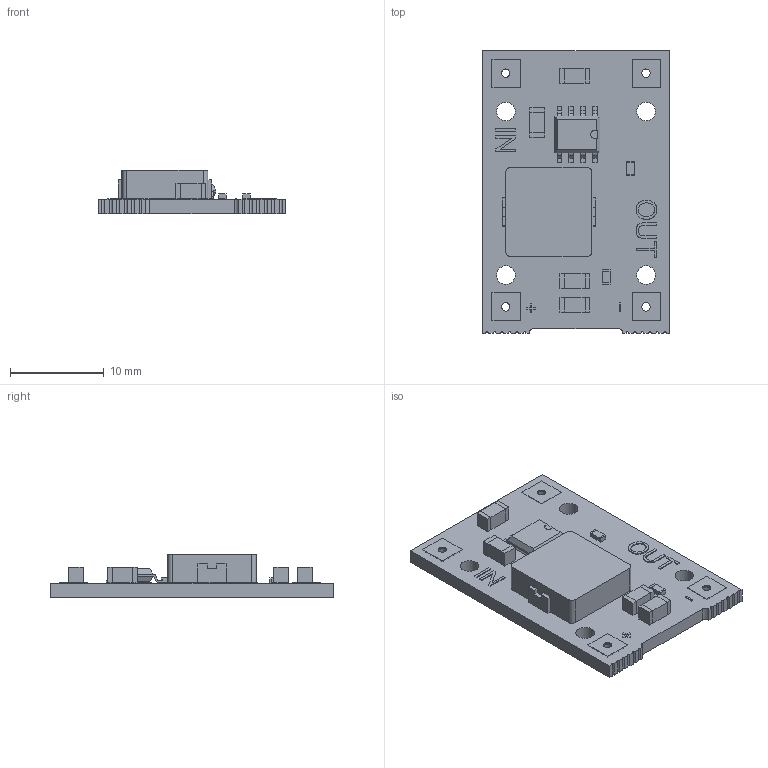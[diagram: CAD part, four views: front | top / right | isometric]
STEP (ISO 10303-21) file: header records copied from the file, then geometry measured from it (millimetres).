
FILE_DESCRIPTION(/* description */ (''),/* implementation_level */ '2;1');
FILE_NAME(/* name */ 'SY8205.stp',/* time_stamp */ '2022-07-08T07:03:35+02:00',/* author */ (''),/* organization */ (''),/* preprocessor_version */ 'ST-DEVELOPER v15.2',/* originating_system */ 'Autodesk Translator Framework v2.0.0.5431',/* authorisation */ '');
FILE_SCHEMA (('AUTOMOTIVE_DESIGN { 1 0 10303 214 3 1 1 }'));
Length unit declared in the file: centimetre
Products named in the file (1): SY8205
Bounding box: 20 x 30.22 x 4.6 mm (x, y, z)
Volume: 1212.2 mm3; surface area: 2058.8 mm2
Topology: 52 solids, 52 shells, 487 faces, 1141 edges, 758 vertices
Faces by surface type: plane 393, cylinder 63, bspline 31
Full cylindrical faces by diameter (mm): 0.9 x8, 2 x4
Entity records: 13907 total; most frequent: CARTESIAN_POINT 2838, ORIENTED_EDGE 2258, DIRECTION 2107, EDGE_CURVE 1129, LINE 941, VECTOR 941, VERTEX_POINT 694, AXIS2_PLACEMENT_3D 583
